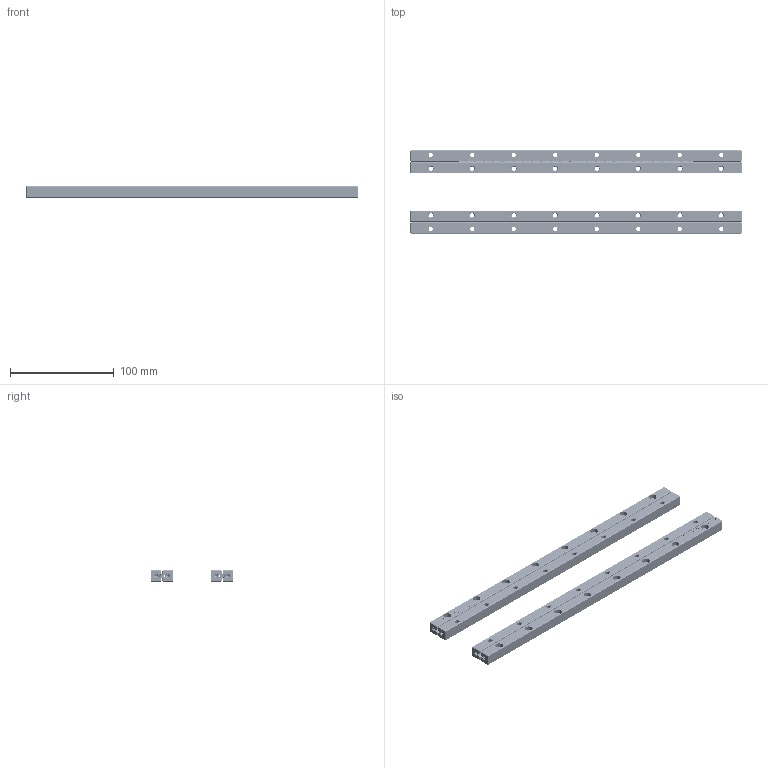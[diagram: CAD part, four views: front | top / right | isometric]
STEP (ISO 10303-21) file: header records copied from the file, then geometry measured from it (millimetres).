
FILE_DESCRIPTION(/* description */ (''),/* implementation_level */ '2;1');
FILE_NAME(/* name */ 'Set RSDE-4320x48KRE-ACC_stp.stp',/* time_stamp */ '2025-03-12T11:38:46+01:00',/* author */ (''),/* organization */ (''),/* preprocessor_version */ 'ST-DEVELOPER v16.7',/* originating_system */ 'SIEMENS PLM Software NX 12.0',/* authorisation */ '');
FILE_SCHEMA (('AUTOMOTIVE_DESIGN { 1 0 10303 214 3 1 1 1 }'));
Products named in the file (1): Set RSDE-4320x48KRE-ACC_stp
Bounding box: 320 x 80 x 11 mm (x, y, z)
Volume: 135575.6 mm3; surface area: 84733 mm2
Topology: 120 solids, 120 shells, 7728 faces, 21614 edges, 14198 vertices
Faces by surface type: plane 4164, cylinder 2080, torus 776, bspline 360, cone 256, extrusion 92
Full cylindrical faces by diameter (mm): 0.5 x416, 1.5 x8, 2 x96, 2.6 x8, 3.2 x8, 4 x96, 4.2 x32, 7.5 x32
Entity records: 261305 total; most frequent: CARTESIAN_POINT 56592, ORIENTED_EDGE 40656, DIRECTION 39610, EDGE_CURVE 20328, VERTEX_POINT 13868, AXIS2_PLACEMENT_3D 13449, VECTOR 12712, LINE 12620
